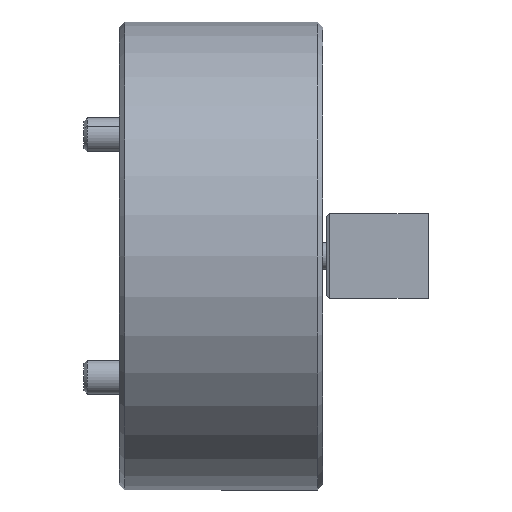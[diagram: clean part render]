
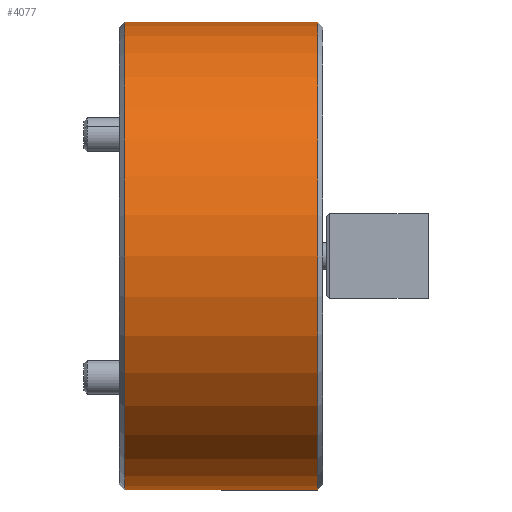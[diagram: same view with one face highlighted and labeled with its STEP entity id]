
A CAD part, front view. The second image highlights one B-rep face of the part: STEP entity #4077.
In plain terms, the highlighted cylindrical face has radius 69 mm (diameter 138 mm), a partial arc.
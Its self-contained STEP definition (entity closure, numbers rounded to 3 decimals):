
#79 = DIRECTION ( 'NONE',  ( 1., 0., 0. ) ) ;
#1302 = CARTESIAN_POINT ( 'NONE',  ( -58.5, 0., 69. ) ) ;
#1611 = ORIENTED_EDGE ( 'NONE', *, *, #9659, .T. ) ;
#1659 = AXIS2_PLACEMENT_3D ( 'NONE', #3756, #12644, #5059 ) ;
#2239 = VERTEX_POINT ( 'NONE', #1302 ) ;
#2363 = LINE ( 'NONE', #8245, #14678 ) ;
#2381 = VECTOR ( 'NONE', #7544, 1000. ) ;
#2460 = CARTESIAN_POINT ( 'NONE',  ( 0., 0., 69. ) ) ;
#2656 = EDGE_LOOP ( 'NONE', ( #5535, #3577, #1611, #13825 ) ) ;
#3010 = AXIS2_PLACEMENT_3D ( 'NONE', #7757, #79, #3420 ) ;
#3420 = DIRECTION ( 'NONE',  ( 0., 0., -1. ) ) ;
#3577 = ORIENTED_EDGE ( 'NONE', *, *, #13408, .T. ) ;
#3756 = CARTESIAN_POINT ( 'NONE',  ( -1.5, 0., 0. ) ) ;
#3911 = VERTEX_POINT ( 'NONE', #7006 ) ;
#4073 = DIRECTION ( 'NONE',  ( 1., 0., 0. ) ) ;
#4077 = ADVANCED_FACE ( 'NONE', ( #9291 ), #8096, .T. ) ;
#4382 = VERTEX_POINT ( 'NONE', #12154 ) ;
#5059 = DIRECTION ( 'NONE',  ( 0., 0., -1. ) ) ;
#5535 = ORIENTED_EDGE ( 'NONE', *, *, #16173, .F. ) ;
#7006 = CARTESIAN_POINT ( 'NONE',  ( -1.5, 0., -69. ) ) ;
#7544 = DIRECTION ( 'NONE',  ( 1., 0., 0. ) ) ;
#7649 = VERTEX_POINT ( 'NONE', #14815 ) ;
#7757 = CARTESIAN_POINT ( 'NONE',  ( 0., 0., 0. ) ) ;
#8096 = CYLINDRICAL_SURFACE ( 'NONE', #3010, 69. ) ;
#8245 = CARTESIAN_POINT ( 'NONE',  ( 0., 0., -69. ) ) ;
#9291 = FACE_OUTER_BOUND ( 'NONE', #2656, .T. ) ;
#9527 = DIRECTION ( 'NONE',  ( 1., 0., 0. ) ) ;
#9659 = EDGE_CURVE ( 'NONE', #4382, #3911, #2363, .T. ) ;
#10344 = CIRCLE ( 'NONE', #1659, 69. ) ;
#11690 = CARTESIAN_POINT ( 'NONE',  ( -58.5, 0., 0. ) ) ;
#12154 = CARTESIAN_POINT ( 'NONE',  ( -58.5, 0., -69. ) ) ;
#12644 = DIRECTION ( 'NONE',  ( 1., 0., 0. ) ) ;
#12749 = AXIS2_PLACEMENT_3D ( 'NONE', #11690, #4073, #12978 ) ;
#12978 = DIRECTION ( 'NONE',  ( 0., 0., -1. ) ) ;
#13311 = EDGE_CURVE ( 'NONE', #7649, #3911, #10344, .T. ) ;
#13408 = EDGE_CURVE ( 'NONE', #2239, #4382, #13715, .T. ) ;
#13715 = CIRCLE ( 'NONE', #12749, 69. ) ;
#13825 = ORIENTED_EDGE ( 'NONE', *, *, #13311, .F. ) ;
#14678 = VECTOR ( 'NONE', #9527, 1000. ) ;
#14815 = CARTESIAN_POINT ( 'NONE',  ( -1.5, 0., 69. ) ) ;
#15908 = LINE ( 'NONE', #2460, #2381 ) ;
#16173 = EDGE_CURVE ( 'NONE', #2239, #7649, #15908, .T. ) ;
